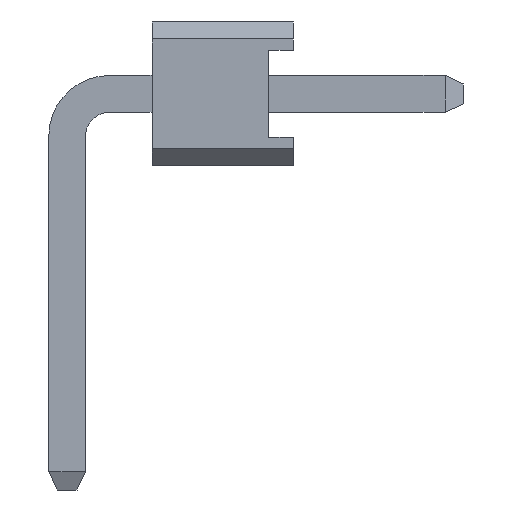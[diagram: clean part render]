
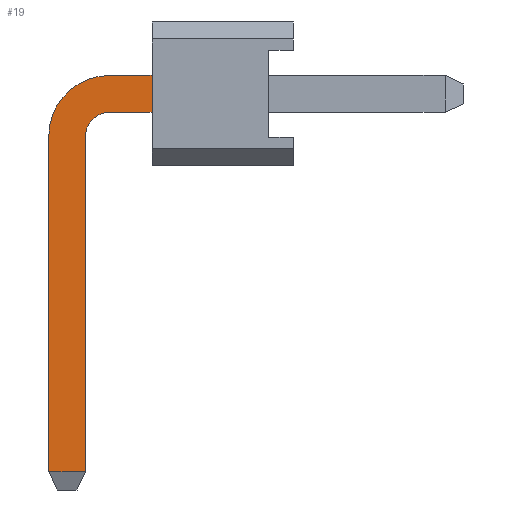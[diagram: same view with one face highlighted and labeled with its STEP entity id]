
A CAD part, left-side view. The second image highlights one B-rep face of the part: STEP entity #19.
In plain terms, the highlighted planar face has unit normal (-1, 0, 0).
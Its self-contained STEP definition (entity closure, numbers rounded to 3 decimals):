
#2 = ORIENTED_EDGE ( 'NONE', *, *, #7501, .T. ) ;
#3 = VERTEX_POINT ( 'NONE', #5119 ) ;
#4 = VERTEX_POINT ( 'NONE', #5118 ) ;
#5 = ORIENTED_EDGE ( 'NONE', *, *, #13, .T. ) ;
#6 = EDGE_LOOP ( 'NONE', ( #5, #2, #7493, #7044, #7496, #7498, #7497, #13780 ) ) ;
#13 = EDGE_CURVE ( 'NONE', #4, #3, #5113, .T. ) ;
#15 = VERTEX_POINT ( 'NONE', #5109 ) ;
#19 = ADVANCED_FACE ( 'NONE', ( #5104 ), #5103, .F. ) ;
#1137 = EDGE_CURVE ( 'NONE', #1203, #1138, #6206, .T. ) ;
#1138 = VERTEX_POINT ( 'NONE', #6202 ) ;
#1203 = VERTEX_POINT ( 'NONE', #6344 ) ;
#5103 = PLANE ( 'NONE',  #5167 ) ;
#5104 = FACE_OUTER_BOUND ( 'NONE', #6, .T. ) ;
#5109 = CARTESIAN_POINT ( 'NONE',  ( -0.325, 3.25, 0.325 ) ) ;
#5110 = DIRECTION ( 'NONE',  ( 0., 0., -1. ) ) ;
#5111 = VECTOR ( 'NONE', #5110, 1000. ) ;
#5112 = CARTESIAN_POINT ( 'NONE',  ( -0.325, 4.325, -0.75 ) ) ;
#5113 = LINE ( 'NONE', #5112, #5111 ) ;
#5118 = CARTESIAN_POINT ( 'NONE',  ( -0.325, 4.325, -0.75 ) ) ;
#5119 = CARTESIAN_POINT ( 'NONE',  ( -0.325, 4.325, -6.678 ) ) ;
#5164 = DIRECTION ( 'NONE',  ( 0., 0., -1. ) ) ;
#5165 = DIRECTION ( 'NONE',  ( 1., 0., 0. ) ) ;
#5166 = CARTESIAN_POINT ( 'NONE',  ( -0.325, 3.25, 0.325 ) ) ;
#5167 = AXIS2_PLACEMENT_3D ( 'NONE', #5166, #5165, #5164 ) ;
#6202 = CARTESIAN_POINT ( 'NONE',  ( -0.325, 2.5, 0.325 ) ) ;
#6203 = DIRECTION ( 'NONE',  ( 0., 0., 1. ) ) ;
#6204 = VECTOR ( 'NONE', #6203, 1000. ) ;
#6205 = CARTESIAN_POINT ( 'NONE',  ( -0.325, 2.5, -1.27 ) ) ;
#6206 = LINE ( 'NONE', #6205, #6204 ) ;
#6344 = CARTESIAN_POINT ( 'NONE',  ( -0.325, 2.5, -0.325 ) ) ;
#6540 = VERTEX_POINT ( 'NONE', #13520 ) ;
#7043 = EDGE_CURVE ( 'NONE', #6540, #7045, #13519, .T. ) ;
#7044 = ORIENTED_EDGE ( 'NONE', *, *, #7043, .F. ) ;
#7045 = VERTEX_POINT ( 'NONE', #13514 ) ;
#7046 = EDGE_CURVE ( 'NONE', #7045, #7499, #13513, .T. ) ;
#7493 = ORIENTED_EDGE ( 'NONE', *, *, #7046, .F. ) ;
#7494 = EDGE_CURVE ( 'NONE', #6540, #1203, #13509, .T. ) ;
#7495 = EDGE_CURVE ( 'NONE', #15, #1138, #13560, .T. ) ;
#7496 = ORIENTED_EDGE ( 'NONE', *, *, #7494, .T. ) ;
#7497 = ORIENTED_EDGE ( 'NONE', *, *, #7495, .F. ) ;
#7498 = ORIENTED_EDGE ( 'NONE', *, *, #1137, .T. ) ;
#7499 = VERTEX_POINT ( 'NONE', #13556 ) ;
#7501 = EDGE_CURVE ( 'NONE', #3, #7499, #13555, .T. ) ;
#13282 = CARTESIAN_POINT ( 'NONE',  ( -0.325, 3.25, -0.325 ) ) ;
#13509 = LINE ( 'NONE', #13282, #13562 ) ;
#13510 = DIRECTION ( 'NONE',  ( 0., 0., -1. ) ) ;
#13511 = VECTOR ( 'NONE', #13510, 1000. ) ;
#13512 = CARTESIAN_POINT ( 'NONE',  ( -0.325, 3.675, -0.75 ) ) ;
#13513 = LINE ( 'NONE', #13512, #13511 ) ;
#13514 = CARTESIAN_POINT ( 'NONE',  ( -0.325, 3.675, -0.75 ) ) ;
#13515 = DIRECTION ( 'NONE',  ( 0., 0., 1. ) ) ;
#13516 = DIRECTION ( 'NONE',  ( -1., 0., 0. ) ) ;
#13517 = CARTESIAN_POINT ( 'NONE',  ( -0.325, 3.25, -0.75 ) ) ;
#13518 = AXIS2_PLACEMENT_3D ( 'NONE', #13517, #13516, #13515 ) ;
#13519 = CIRCLE ( 'NONE', #13518, 0.425 ) ;
#13520 = CARTESIAN_POINT ( 'NONE',  ( -0.325, 3.25, -0.325 ) ) ;
#13552 = DIRECTION ( 'NONE',  ( 0., -1., 0. ) ) ;
#13553 = VECTOR ( 'NONE', #13552, 1000. ) ;
#13554 = CARTESIAN_POINT ( 'NONE',  ( -0.325, 3.25, -6.678 ) ) ;
#13555 = LINE ( 'NONE', #13554, #13553 ) ;
#13556 = CARTESIAN_POINT ( 'NONE',  ( -0.325, 3.675, -6.678 ) ) ;
#13557 = DIRECTION ( 'NONE',  ( 0., -1., 0. ) ) ;
#13558 = VECTOR ( 'NONE', #13557, 1000. ) ;
#13559 = CARTESIAN_POINT ( 'NONE',  ( -0.325, 3.25, 0.325 ) ) ;
#13560 = LINE ( 'NONE', #13559, #13558 ) ;
#13561 = DIRECTION ( 'NONE',  ( 0., -1., 0. ) ) ;
#13562 = VECTOR ( 'NONE', #13561, 1000. ) ;
#13585 = DIRECTION ( 'NONE',  ( 0., 0., 1. ) ) ;
#13586 = DIRECTION ( 'NONE',  ( -1., 0., 0. ) ) ;
#13587 = CARTESIAN_POINT ( 'NONE',  ( -0.325, 3.25, -0.75 ) ) ;
#13588 = AXIS2_PLACEMENT_3D ( 'NONE', #13587, #13586, #13585 ) ;
#13589 = CIRCLE ( 'NONE', #13588, 1.075 ) ;
#13776 = EDGE_CURVE ( 'NONE', #15, #4, #13589, .T. ) ;
#13780 = ORIENTED_EDGE ( 'NONE', *, *, #13776, .T. ) ;
